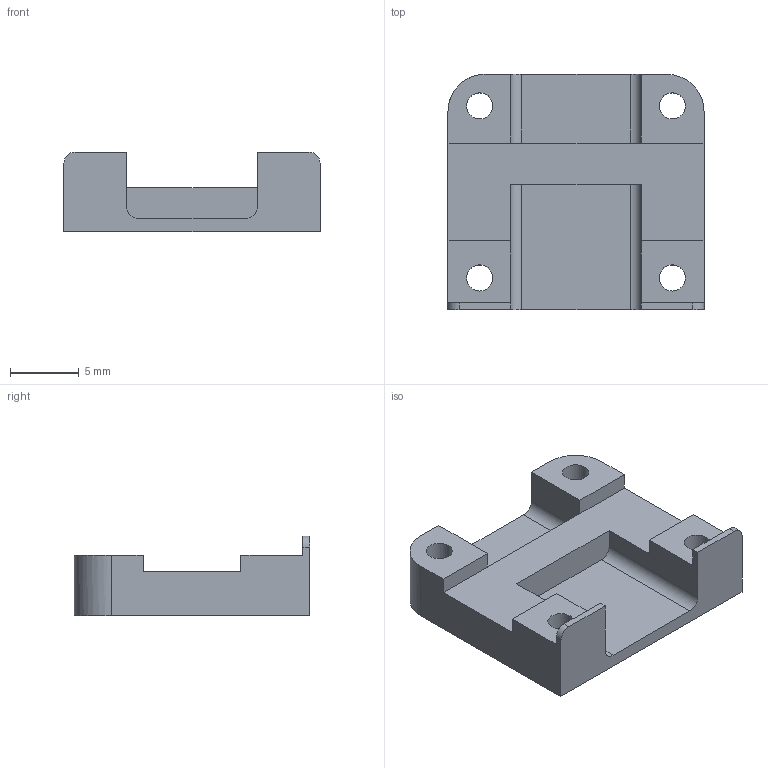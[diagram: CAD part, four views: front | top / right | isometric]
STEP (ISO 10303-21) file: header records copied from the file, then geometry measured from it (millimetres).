
FILE_DESCRIPTION(/* description */ (''),/* implementation_level */ '2;1');
FILE_NAME(/* name */ 'Smolboat Cutiepie (Seilboat) USB Port Insert (Inverted Posts).step',/* time_stamp */ '2024-01-14T16:38:16-05:00',/* author */ (''),/* organization */ (''),/* preprocessor_version */ 'ST-DEVELOPER v20',/* originating_system */ 'Autodesk Translation Framework v12.14.0.127',/* authorisation */ '');
FILE_SCHEMA (('AUTOMOTIVE_DESIGN { 1 0 10303 214 3 1 1 }'));
Length unit declared in the file: millimetre
Products named in the file (1): USB Port Insert (Inverted Posts)
Bounding box: 18.6 x 17.1 x 5.8 mm (x, y, z)
Volume: 778.7 mm3; surface area: 1102 mm2
Topology: 1 solids, 1 shells, 39 faces, 109 edges, 72 vertices
Faces by surface type: plane 27, bspline 8, cylinder 4
Full cylindrical faces by diameter (mm): 1.9 x4
Entity records: 1332 total; most frequent: CARTESIAN_POINT 325, ORIENTED_EDGE 218, DIRECTION 165, EDGE_CURVE 109, LINE 85, VECTOR 85, VERTEX_POINT 72, EDGE_LOOP 47
